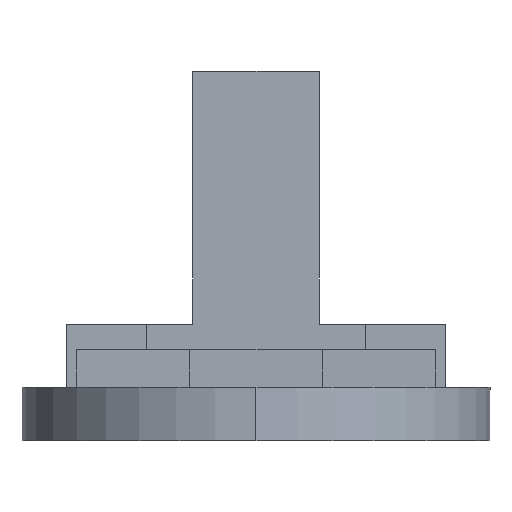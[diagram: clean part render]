
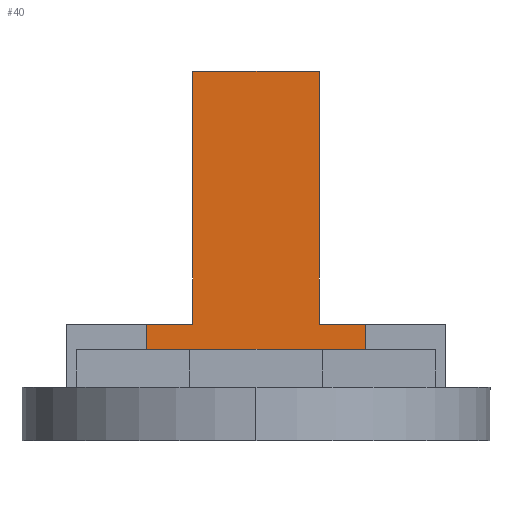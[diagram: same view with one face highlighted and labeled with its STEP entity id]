
A CAD part, front view. The second image highlights one B-rep face of the part: STEP entity #40.
In plain terms, the highlighted planar face has unit normal (0, -1, 0).
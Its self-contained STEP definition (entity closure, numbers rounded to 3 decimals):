
#40=ADVANCED_FACE('',(#83),#737,.T.);
#83=FACE_OUTER_BOUND('',#126,.T.);
#126=EDGE_LOOP('',(#249,#250,#251,#252,#253,#254,#255,#256));
#249=ORIENTED_EDGE('',*,*,#427,.T.);
#250=ORIENTED_EDGE('',*,*,#412,.T.);
#251=ORIENTED_EDGE('',*,*,#455,.F.);
#252=ORIENTED_EDGE('',*,*,#450,.T.);
#253=ORIENTED_EDGE('',*,*,#445,.F.);
#254=ORIENTED_EDGE('',*,*,#451,.F.);
#255=ORIENTED_EDGE('',*,*,#411,.F.);
#256=ORIENTED_EDGE('',*,*,#419,.F.);
#411=EDGE_CURVE('',#654,#677,#529,.T.);
#412=EDGE_CURVE('',#655,#647,#530,.T.);
#419=EDGE_CURVE('',#662,#654,#537,.T.);
#427=EDGE_CURVE('',#662,#655,#545,.T.);
#445=EDGE_CURVE('',#674,#673,#562,.T.);
#450=EDGE_CURVE('',#678,#673,#567,.T.);
#451=EDGE_CURVE('',#677,#674,#568,.T.);
#455=EDGE_CURVE('',#678,#647,#572,.T.);
#529=B_SPLINE_CURVE_WITH_KNOTS('',1,(#1113,#1114),.UNSPECIFIED.,.F.,.F.,
(2,2),(0.,8.18),.UNSPECIFIED.);
#530=B_SPLINE_CURVE_WITH_KNOTS('',1,(#1115,#1116),.UNSPECIFIED.,.F.,.F.,
(2,2),(0.,5.),.UNSPECIFIED.);
#537=B_SPLINE_CURVE_WITH_KNOTS('',1,(#1129,#1130),.UNSPECIFIED.,.F.,.F.,
(2,2),(0.,5.),.UNSPECIFIED.);
#545=B_SPLINE_CURVE_WITH_KNOTS('',1,(#1145,#1146),.UNSPECIFIED.,.F.,.F.,
(2,2),(0.,26.36),.UNSPECIFIED.);
#562=B_SPLINE_CURVE_WITH_KNOTS('',1,(#1182,#1183),.UNSPECIFIED.,.F.,.F.,
(2,2),(0.,10.),.UNSPECIFIED.);
#567=B_SPLINE_CURVE_WITH_KNOTS('',1,(#1192,#1193),.UNSPECIFIED.,.F.,.F.,
(2,2),(0.,20.),.UNSPECIFIED.);
#568=B_SPLINE_CURVE_WITH_KNOTS('',1,(#1194,#1195),.UNSPECIFIED.,.F.,.F.,
(2,2),(0.,20.),.UNSPECIFIED.);
#572=B_SPLINE_CURVE_WITH_KNOTS('',1,(#1202,#1203),.UNSPECIFIED.,.F.,.F.,
(2,2),(0.,8.18),.UNSPECIFIED.);
#647=VERTEX_POINT('',#1005);
#654=VERTEX_POINT('',#1012);
#655=VERTEX_POINT('',#1013);
#662=VERTEX_POINT('',#1020);
#673=VERTEX_POINT('',#1031);
#674=VERTEX_POINT('',#1032);
#677=VERTEX_POINT('',#1035);
#678=VERTEX_POINT('',#1036);
#737=PLANE('',#869);
#869=AXIS2_PLACEMENT_3D('',#973,#919,$);
#919=DIRECTION('',(0.,-1.,0.));
#973=CARTESIAN_POINT('',(-13.813,441.617,-25.783));
#1005=CARTESIAN_POINT('',(12.547,441.617,-20.783));
#1012=CARTESIAN_POINT('',(-13.813,441.617,-20.783));
#1013=CARTESIAN_POINT('',(12.547,441.617,-25.783));
#1020=CARTESIAN_POINT('',(-13.813,441.617,-25.783));
#1031=CARTESIAN_POINT('',(4.367,441.617,-0.783));
#1032=CARTESIAN_POINT('',(-5.633,441.617,-0.783));
#1035=CARTESIAN_POINT('',(-5.633,441.617,-20.783));
#1036=CARTESIAN_POINT('',(4.367,441.617,-20.783));
#1113=CARTESIAN_POINT('',(-13.813,441.617,-20.783));
#1114=CARTESIAN_POINT('',(-5.633,441.617,-20.783));
#1115=CARTESIAN_POINT('',(12.547,441.617,-25.783));
#1116=CARTESIAN_POINT('',(12.547,441.617,-20.783));
#1129=CARTESIAN_POINT('',(-13.813,441.617,-25.783));
#1130=CARTESIAN_POINT('',(-13.813,441.617,-20.783));
#1145=CARTESIAN_POINT('',(-13.813,441.617,-25.783));
#1146=CARTESIAN_POINT('',(12.547,441.617,-25.783));
#1182=CARTESIAN_POINT('',(-5.633,441.617,-0.783));
#1183=CARTESIAN_POINT('',(4.367,441.617,-0.783));
#1192=CARTESIAN_POINT('',(4.367,441.617,-20.783));
#1193=CARTESIAN_POINT('',(4.367,441.617,-0.783));
#1194=CARTESIAN_POINT('',(-5.633,441.617,-20.783));
#1195=CARTESIAN_POINT('',(-5.633,441.617,-0.783));
#1202=CARTESIAN_POINT('',(4.367,441.617,-20.783));
#1203=CARTESIAN_POINT('',(12.547,441.617,-20.783));
